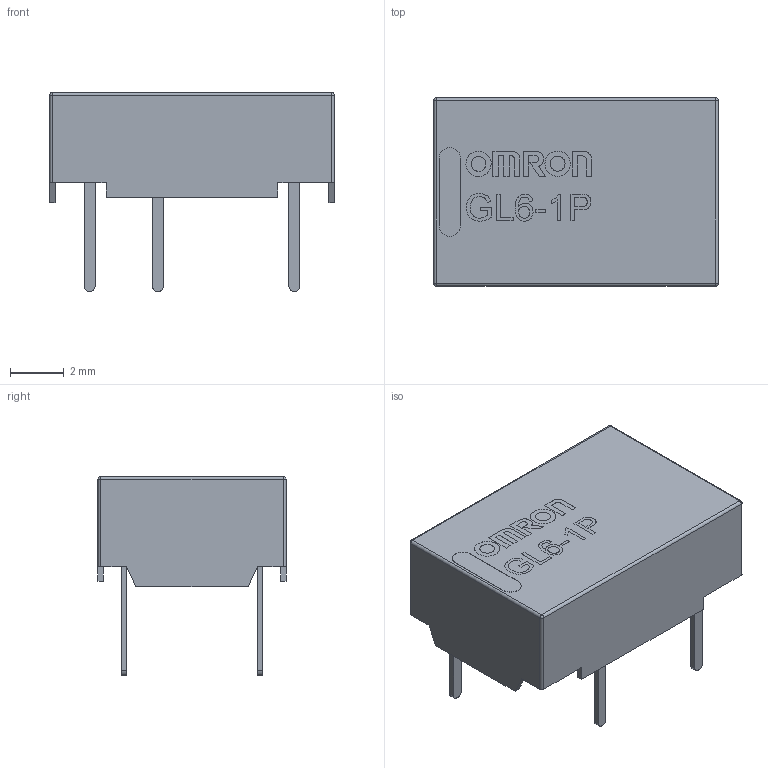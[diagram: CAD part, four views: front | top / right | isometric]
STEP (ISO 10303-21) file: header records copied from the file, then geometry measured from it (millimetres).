
FILE_DESCRIPTION(/* description */ ('STEP AP214'),/* implementation_level */ '2;1');
FILE_NAME(/* name */ 'G6L-1P.step',/* time_stamp */ '2024-09-16T16:35:52+02:00',/* author */ (''),/* organization */ (''),/* preprocessor_version */ 'ST-DEVELOPER v20',/* originating_system */ 'Autodesk Translation Framework v13.14.0.145',/* authorisation */ '');
FILE_SCHEMA (('AUTOMOTIVE_DESIGN { 1 0 10303 214 3 1 1 }'));
Length unit declared in the file: millimetre
Products named in the file (1): G6L-1P
Bounding box: 10.6 x 7 x 7.4 mm (x, y, z)
Volume: 60.9 mm3; surface area: 544.2 mm2
Topology: 1 solids, 2 shells, 264 faces, 680 edges, 440 vertices
Faces by surface type: plane 150, bspline 72, cylinder 38, sphere 4
Entity records: 9969 total; most frequent: CARTESIAN_POINT 3767, ORIENTED_EDGE 1352, DIRECTION 978, EDGE_CURVE 676, LINE 476, VECTOR 476, VERTEX_POINT 440, EDGE_LOOP 288
